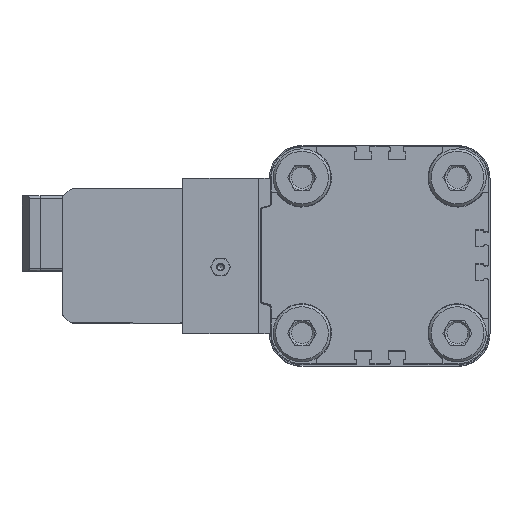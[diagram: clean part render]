
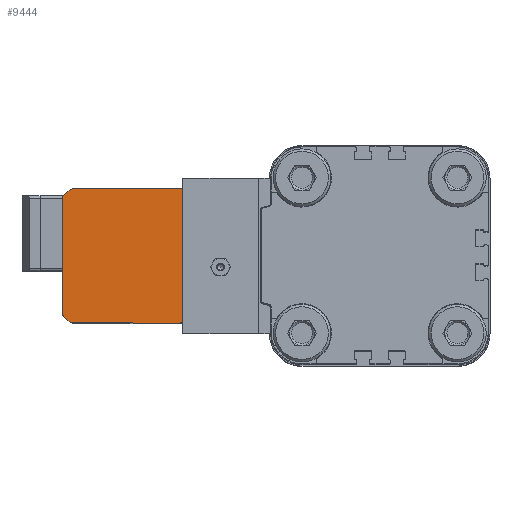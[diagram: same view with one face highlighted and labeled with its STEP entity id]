
A CAD part, top view. The second image highlights one B-rep face of the part: STEP entity #9444.
In plain terms, the highlighted face is planar.
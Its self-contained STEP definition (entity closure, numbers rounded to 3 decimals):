
#2828=ORIENTED_EDGE('',*,*,#4403,.T.);
#2829=ORIENTED_EDGE('',*,*,#4398,.T.);
#2830=ORIENTED_EDGE('',*,*,#4407,.T.);
#2831=ORIENTED_EDGE('',*,*,#4410,.T.);
#2832=ORIENTED_EDGE('',*,*,#4413,.T.);
#2833=ORIENTED_EDGE('',*,*,#4416,.T.);
#2834=ORIENTED_EDGE('',*,*,#4423,.T.);
#2835=ORIENTED_EDGE('',*,*,#4426,.T.);
#2836=ORIENTED_EDGE('',*,*,#4429,.T.);
#2837=ORIENTED_EDGE('',*,*,#4431,.T.);
#4398=EDGE_CURVE('',#5388,#5387,#6252,.T.);
#4403=EDGE_CURVE('',#5390,#5388,#6255,.T.);
#4407=EDGE_CURVE('',#5387,#5392,#6259,.T.);
#4410=EDGE_CURVE('',#5392,#5394,#6262,.T.);
#4413=EDGE_CURVE('',#5394,#5396,#6265,.T.);
#4416=EDGE_CURVE('',#5396,#5398,#6268,.T.);
#4423=EDGE_CURVE('',#5398,#5404,#6271,.T.);
#4426=EDGE_CURVE('',#5404,#5406,#6274,.T.);
#4429=EDGE_CURVE('',#5406,#5408,#6277,.T.);
#4431=EDGE_CURVE('',#5408,#5390,#6279,.T.);
#5387=VERTEX_POINT('',#15665);
#5388=VERTEX_POINT('',#15667);
#5390=VERTEX_POINT('',#15675);
#5392=VERTEX_POINT('',#15681);
#5394=VERTEX_POINT('',#15687);
#5396=VERTEX_POINT('',#15693);
#5398=VERTEX_POINT('',#15699);
#5404=VERTEX_POINT('',#15713);
#5406=VERTEX_POINT('',#15719);
#5408=VERTEX_POINT('',#15725);
#6252=LINE('',#15666,#7165);
#6255=LINE('',#15674,#7168);
#6259=LINE('',#15682,#7172);
#6262=LINE('',#15688,#7175);
#6265=LINE('',#15694,#7178);
#6268=LINE('',#15700,#7181);
#6271=LINE('',#15714,#7184);
#6274=LINE('',#15720,#7187);
#6277=LINE('',#15726,#7190);
#6279=LINE('',#15729,#7192);
#7165=VECTOR('',#12799,1000.);
#7168=VECTOR('',#12808,1000.);
#7172=VECTOR('',#12814,1000.);
#7175=VECTOR('',#12819,1000.);
#7178=VECTOR('',#12824,1000.);
#7181=VECTOR('',#12829,1000.);
#7184=VECTOR('',#12842,1000.);
#7187=VECTOR('',#12847,1000.);
#7190=VECTOR('',#12852,1000.);
#7192=VECTOR('',#12856,1000.);
#7889=EDGE_LOOP('',(#2828,#2829,#2830,#2831,#2832,#2833,#2834,#2835,#2836,
#2837));
#8546=FACE_BOUND('',#7889,.T.);
#8927=PLANE('',#10389);
#9444=ADVANCED_FACE('',(#8546),#8927,.T.);
#10389=AXIS2_PLACEMENT_3D('',#15730,#12857,#12858);
#12799=DIRECTION('',(0.,-1.,0.));
#12808=DIRECTION('',(0.,-0.71,0.704));
#12814=DIRECTION('',(0.,-0.71,-0.704));
#12819=DIRECTION('',(0.,-0.009,-1.));
#12824=DIRECTION('',(0.,1.,0.));
#12829=DIRECTION('',(0.,0.,-1.));
#12842=DIRECTION('',(0.,1.,0.));
#12847=DIRECTION('',(0.,0.,1.));
#12852=DIRECTION('',(0.,1.,0.));
#12856=DIRECTION('',(0.,-0.009,1.));
#12857=DIRECTION('',(1.,0.,0.));
#12858=DIRECTION('',(0.,0.,-1.));
#15665=CARTESIAN_POINT('',(61.,-23.59,48.));
#15666=CARTESIAN_POINT('',(61.,23.59,48.));
#15667=CARTESIAN_POINT('',(61.,23.59,48.));
#15674=CARTESIAN_POINT('',(61.,26.616,45.));
#15675=CARTESIAN_POINT('',(61.,26.616,45.));
#15681=CARTESIAN_POINT('',(61.,-26.616,45.));
#15682=CARTESIAN_POINT('',(61.,-23.59,48.));
#15687=CARTESIAN_POINT('',(61.,-27.,1.));
#15688=CARTESIAN_POINT('',(61.,-26.616,45.));
#15693=CARTESIAN_POINT('',(61.,-26.8,1.));
#15694=CARTESIAN_POINT('',(61.,-27.,1.));
#15699=CARTESIAN_POINT('',(61.,-26.8,0.));
#15700=CARTESIAN_POINT('',(61.,-26.8,1.));
#15713=CARTESIAN_POINT('',(61.,26.8,0.));
#15714=CARTESIAN_POINT('',(61.,-26.8,0.));
#15719=CARTESIAN_POINT('',(61.,26.8,1.));
#15720=CARTESIAN_POINT('',(61.,26.8,0.));
#15725=CARTESIAN_POINT('',(61.,27.,1.));
#15726=CARTESIAN_POINT('',(61.,26.8,1.));
#15729=CARTESIAN_POINT('',(61.,27.,1.));
#15730=CARTESIAN_POINT('',(61.,0.,0.));
